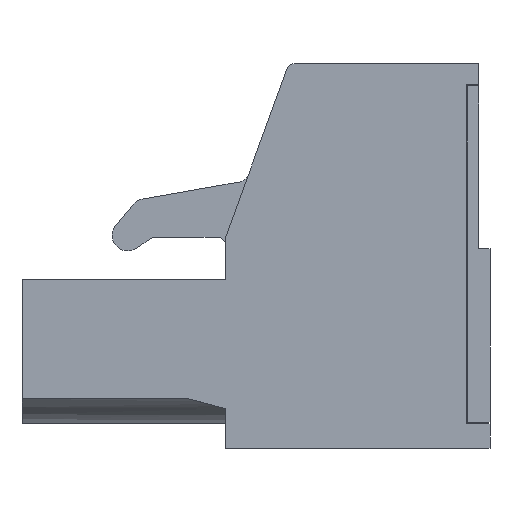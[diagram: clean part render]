
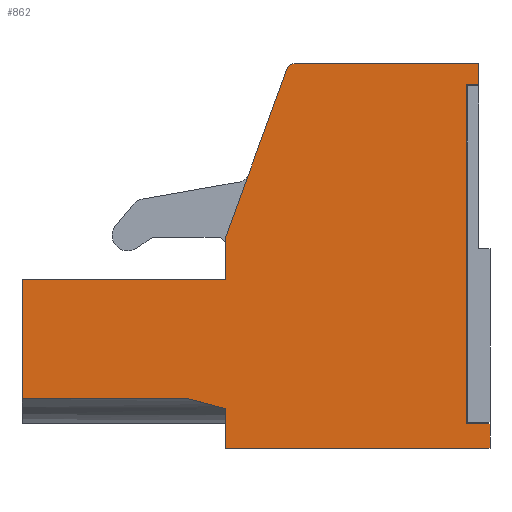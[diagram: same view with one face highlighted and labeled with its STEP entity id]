
A CAD part, front view. The second image highlights one B-rep face of the part: STEP entity #862.
In plain terms, the highlighted planar face has unit normal (0, -1, 0).
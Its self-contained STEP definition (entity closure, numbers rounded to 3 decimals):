
#862 = ADVANCED_FACE( '', ( #1852 ), #1853, .T. );
#1852 = FACE_OUTER_BOUND( '', #2909, .T. );
#1853 = PLANE( '', #2910 );
#2909 = EDGE_LOOP( '', ( #5363, #5364, #5365, #5366, #5367, #5368, #5369, #5370, #5371, #5372, #5373, #5374, #5375, #5376, #5377 ) );
#2910 = AXIS2_PLACEMENT_3D( '', #5378, #5379, #5380 );
#5363 = ORIENTED_EDGE( '', *, *, #6141, .T. );
#5364 = ORIENTED_EDGE( '', *, *, #6111, .F. );
#5365 = ORIENTED_EDGE( '', *, *, #7003, .F. );
#5366 = ORIENTED_EDGE( '', *, *, #6960, .F. );
#5367 = ORIENTED_EDGE( '', *, *, #6902, .T. );
#5368 = ORIENTED_EDGE( '', *, *, #6367, .F. );
#5369 = ORIENTED_EDGE( '', *, *, #7004, .F. );
#5370 = ORIENTED_EDGE( '', *, *, #6894, .T. );
#5371 = ORIENTED_EDGE( '', *, *, #6240, .T. );
#5372 = ORIENTED_EDGE( '', *, *, #6045, .T. );
#5373 = ORIENTED_EDGE( '', *, *, #6048, .T. );
#5374 = ORIENTED_EDGE( '', *, *, #6382, .F. );
#5375 = ORIENTED_EDGE( '', *, *, #6867, .F. );
#5376 = ORIENTED_EDGE( '', *, *, #6778, .F. );
#5377 = ORIENTED_EDGE( '', *, *, #6419, .F. );
#5378 = CARTESIAN_POINT( '', ( -97.574, -15.476, 1.1 ) );
#5379 = DIRECTION( '', ( 0., -1., 0. ) );
#5380 = DIRECTION( '', ( -1., 0., 0. ) );
#6045 = EDGE_CURVE( '', #7186, #7184, #7187, .T. );
#6048 = EDGE_CURVE( '', #7184, #7190, #7191, .T. );
#6111 = EDGE_CURVE( '', #7299, #7294, #7301, .T. );
#6141 = EDGE_CURVE( '', #7352, #7294, #7353, .T. );
#6240 = EDGE_CURVE( '', #7527, #7186, #7528, .T. );
#6367 = EDGE_CURVE( '', #7743, #7723, #7745, .T. );
#6382 = EDGE_CURVE( '', #7769, #7190, #7771, .T. );
#6419 = EDGE_CURVE( '', #7352, #7816, #7824, .T. );
#6778 = EDGE_CURVE( '', #7816, #8344, #8348, .T. );
#6867 = EDGE_CURVE( '', #8344, #7769, #8456, .T. );
#6894 = EDGE_CURVE( '', #8491, #7527, #8492, .T. );
#6902 = EDGE_CURVE( '', #8501, #7723, #8503, .T. );
#6960 = EDGE_CURVE( '', #8501, #8575, #8577, .T. );
#7003 = EDGE_CURVE( '', #8575, #7299, #8624, .T. );
#7004 = EDGE_CURVE( '', #8491, #7743, #8625, .T. );
#7184 = VERTEX_POINT( '', #8837 );
#7186 = VERTEX_POINT( '', #8840 );
#7187 = LINE( '', #8841, #8842 );
#7190 = VERTEX_POINT( '', #8846 );
#7191 = LINE( '', #8847, #8848 );
#7294 = VERTEX_POINT( '', #8986 );
#7299 = VERTEX_POINT( '', #8993 );
#7301 = LINE( '', #8996, #8997 );
#7352 = VERTEX_POINT( '', #9071 );
#7353 = LINE( '', #9072, #9073 );
#7527 = VERTEX_POINT( '', #9313 );
#7528 = LINE( '', #9314, #9315 );
#7723 = VERTEX_POINT( '', #9578 );
#7743 = VERTEX_POINT( '', #9608 );
#7745 = LINE( '', #9611, #9612 );
#7769 = VERTEX_POINT( '', #9643 );
#7771 = LINE( '', #9646, #9647 );
#7816 = VERTEX_POINT( '', #9711 );
#7824 = LINE( '', #9724, #9725 );
#8344 = VERTEX_POINT( '', #10448 );
#8348 = LINE( '', #10454, #10455 );
#8456 = LINE( '', #10610, #10611 );
#8491 = VERTEX_POINT( '', #10660 );
#8492 = LINE( '', #10661, #10662 );
#8501 = VERTEX_POINT( '', #10674 );
#8503 = CIRCLE( '', #10677, 0.3 );
#8575 = VERTEX_POINT( '', #10781 );
#8577 = LINE( '', #10784, #10785 );
#8624 = LINE( '', #10846, #10847 );
#8625 = LINE( '', #10848, #10849 );
#8837 = CARTESIAN_POINT( '', ( -109.217, -15.476, -11.5 ) );
#8840 = CARTESIAN_POINT( '', ( -115.924, -15.476, -11.5 ) );
#8841 = CARTESIAN_POINT( '', ( -109.217, -15.476, -11.5 ) );
#8842 = VECTOR( '', #11038, 1000. );
#8846 = CARTESIAN_POINT( '', ( -107.724, -15.476, -11.9 ) );
#8847 = CARTESIAN_POINT( '', ( -107.724, -15.476, -11.9 ) );
#8848 = VECTOR( '', #11040, 1000. );
#8986 = CARTESIAN_POINT( '', ( -98.024, -15.476, 1.15 ) );
#8993 = CARTESIAN_POINT( '', ( -97.524, -15.476, 1.15 ) );
#8996 = CARTESIAN_POINT( '', ( -98.074, -15.476, 1.15 ) );
#8997 = VECTOR( '', #11112, 1000. );
#9071 = CARTESIAN_POINT( '', ( -98.024, -15.476, -12.5 ) );
#9072 = CARTESIAN_POINT( '', ( -98.024, -15.476, -5.3 ) );
#9073 = VECTOR( '', #11136, 1000. );
#9313 = CARTESIAN_POINT( '', ( -115.924, -15.476, -6.7 ) );
#9314 = CARTESIAN_POINT( '', ( -115.924, -15.476, -11.5 ) );
#9315 = VECTOR( '', #11266, 1000. );
#9578 = CARTESIAN_POINT( '', ( -105.248, -15.476, 1.803 ) );
#9608 = CARTESIAN_POINT( '', ( -107.724, -15.476, -5. ) );
#9611 = CARTESIAN_POINT( '', ( -107.856, -15.476, -5.361 ) );
#9612 = VECTOR( '', #11421, 1000. );
#9643 = CARTESIAN_POINT( '', ( -107.724, -15.476, -13.5 ) );
#9646 = CARTESIAN_POINT( '', ( -107.724, -15.476, -11.9 ) );
#9647 = VECTOR( '', #11445, 1000. );
#9711 = CARTESIAN_POINT( '', ( -97.074, -15.476, -12.5 ) );
#9724 = CARTESIAN_POINT( '', ( -96.874, -15.476, -12.5 ) );
#9725 = VECTOR( '', #11482, 1000. );
#10448 = CARTESIAN_POINT( '', ( -97.074, -15.476, -13.5 ) );
#10454 = CARTESIAN_POINT( '', ( -97.074, -15.476, -13.5 ) );
#10455 = VECTOR( '', #11862, 1000. );
#10610 = CARTESIAN_POINT( '', ( -107.724, -15.476, -13.5 ) );
#10611 = VECTOR( '', #11931, 1000. );
#10660 = CARTESIAN_POINT( '', ( -107.724, -15.476, -6.7 ) );
#10661 = CARTESIAN_POINT( '', ( -116.024, -15.476, -6.7 ) );
#10662 = VECTOR( '', #11949, 1000. );
#10674 = CARTESIAN_POINT( '', ( -104.966, -15.476, 2. ) );
#10677 = AXIS2_PLACEMENT_3D( '', #11957, #11958, #11959 );
#10781 = CARTESIAN_POINT( '', ( -97.524, -15.476, 2. ) );
#10784 = CARTESIAN_POINT( '', ( -97.374, -15.476, 2. ) );
#10785 = VECTOR( '', #12002, 1000. );
#10846 = CARTESIAN_POINT( '', ( -97.524, -15.476, 0.84 ) );
#10847 = VECTOR( '', #12035, 1000. );
#10848 = CARTESIAN_POINT( '', ( -107.724, -15.476, -11.9 ) );
#10849 = VECTOR( '', #12036, 1000. );
#11038 = DIRECTION( '', ( 1., 0., 0. ) );
#11040 = DIRECTION( '', ( 0.966, 0., -0.259 ) );
#11112 = DIRECTION( '', ( -1., 0., 0. ) );
#11136 = DIRECTION( '', ( 0., 0., 1. ) );
#11266 = DIRECTION( '', ( 0., 0., -1. ) );
#11421 = DIRECTION( '', ( 0.342, 0., 0.94 ) );
#11445 = DIRECTION( '', ( 0., 0., 1. ) );
#11482 = DIRECTION( '', ( 1., 0., 0. ) );
#11862 = DIRECTION( '', ( 0., 0., -1. ) );
#11931 = DIRECTION( '', ( -1., 0., 0. ) );
#11949 = DIRECTION( '', ( -1., 0., 0. ) );
#11957 = CARTESIAN_POINT( '', ( -104.966, -15.476, 1.7 ) );
#11958 = DIRECTION( '', ( 0., -1., 0. ) );
#11959 = DIRECTION( '', ( 1., 0., 0. ) );
#12002 = DIRECTION( '', ( 1., 0., 0. ) );
#12035 = DIRECTION( '', ( 0., 0., -1. ) );
#12036 = DIRECTION( '', ( 0., 0., 1. ) );
